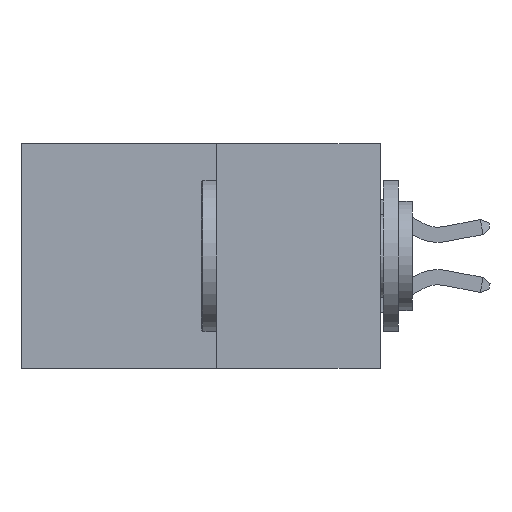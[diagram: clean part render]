
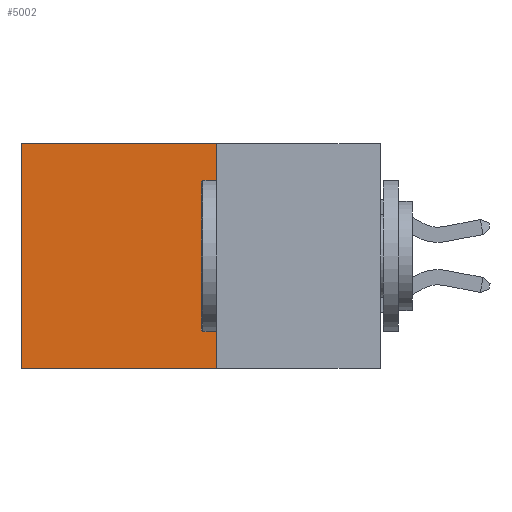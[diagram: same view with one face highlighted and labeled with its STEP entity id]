
A CAD part, left-side view. The second image highlights one B-rep face of the part: STEP entity #5002.
In plain terms, the highlighted planar face has unit normal (-1, 0, 0).
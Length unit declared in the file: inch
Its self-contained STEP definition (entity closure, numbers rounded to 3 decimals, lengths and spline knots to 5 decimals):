
#183 = LINE ( 'NONE', #8455, #10981 ) ;
#262 = CARTESIAN_POINT ( 'NONE',  ( 0.277, 0.27, 0. ) ) ;
#1196 = DIRECTION ( 'NONE',  ( 0., 1., 0. ) ) ;
#1501 = VERTEX_POINT ( 'NONE', #2813 ) ;
#1530 = PLANE ( 'NONE',  #10592 ) ;
#2013 = LINE ( 'NONE', #262, #4515 ) ;
#2813 = CARTESIAN_POINT ( 'NONE',  ( 0.277, 0.59, 0. ) ) ;
#3111 = DIRECTION ( 'NONE',  ( 0., 0., -1. ) ) ;
#3268 = ORIENTED_EDGE ( 'NONE', *, *, #5527, .F. ) ;
#3278 = EDGE_LOOP ( 'NONE', ( #3398, #4082, #3268, #7702 ) ) ;
#3398 = ORIENTED_EDGE ( 'NONE', *, *, #4435, .T. ) ;
#3462 = DIRECTION ( 'NONE',  ( 1., 0., 0. ) ) ;
#3793 = EDGE_CURVE ( 'NONE', #9985, #1501, #2013, .T. ) ;
#4047 = CARTESIAN_POINT ( 'NONE',  ( 0.277, 0.59, -0.37 ) ) ;
#4082 = ORIENTED_EDGE ( 'NONE', *, *, #10567, .F. ) ;
#4435 = EDGE_CURVE ( 'NONE', #1501, #8900, #7101, .T. ) ;
#4515 = VECTOR ( 'NONE', #1196, 39.37008 ) ;
#4680 = CARTESIAN_POINT ( 'NONE',  ( 0.277, 0.27, -0.37 ) ) ;
#4684 = VECTOR ( 'NONE', #7842, 39.37008 ) ;
#5002 = ADVANCED_FACE ( 'NONE', ( #11936 ), #1530, .F. ) ;
#5527 = EDGE_CURVE ( 'NONE', #9985, #12650, #183, .T. ) ;
#5785 = CARTESIAN_POINT ( 'NONE',  ( 0.277, 0.27, -0.37 ) ) ;
#5834 = CARTESIAN_POINT ( 'NONE',  ( 0.277, 0.27, 0. ) ) ;
#5843 = CARTESIAN_POINT ( 'NONE',  ( 0.277, 0.59, -0.37 ) ) ;
#6781 = VECTOR ( 'NONE', #11860, 39.37008 ) ;
#7101 = LINE ( 'NONE', #5843, #4684 ) ;
#7702 = ORIENTED_EDGE ( 'NONE', *, *, #3793, .T. ) ;
#7842 = DIRECTION ( 'NONE',  ( 0., 0., -1. ) ) ;
#8346 = DIRECTION ( 'NONE',  ( 0., 0., -1. ) ) ;
#8455 = CARTESIAN_POINT ( 'NONE',  ( 0.277, 0.27, -0.37 ) ) ;
#8900 = VERTEX_POINT ( 'NONE', #4047 ) ;
#9985 = VERTEX_POINT ( 'NONE', #5834 ) ;
#10567 = EDGE_CURVE ( 'NONE', #12650, #8900, #11940, .T. ) ;
#10592 = AXIS2_PLACEMENT_3D ( 'NONE', #5785, #3462, #3111 ) ;
#10981 = VECTOR ( 'NONE', #8346, 39.37008 ) ;
#11377 = CARTESIAN_POINT ( 'NONE',  ( 0.277, 0.27, -0.37 ) ) ;
#11860 = DIRECTION ( 'NONE',  ( 0., 1., 0. ) ) ;
#11936 = FACE_OUTER_BOUND ( 'NONE', #3278, .T. ) ;
#11940 = LINE ( 'NONE', #4680, #6781 ) ;
#12650 = VERTEX_POINT ( 'NONE', #11377 ) ;
